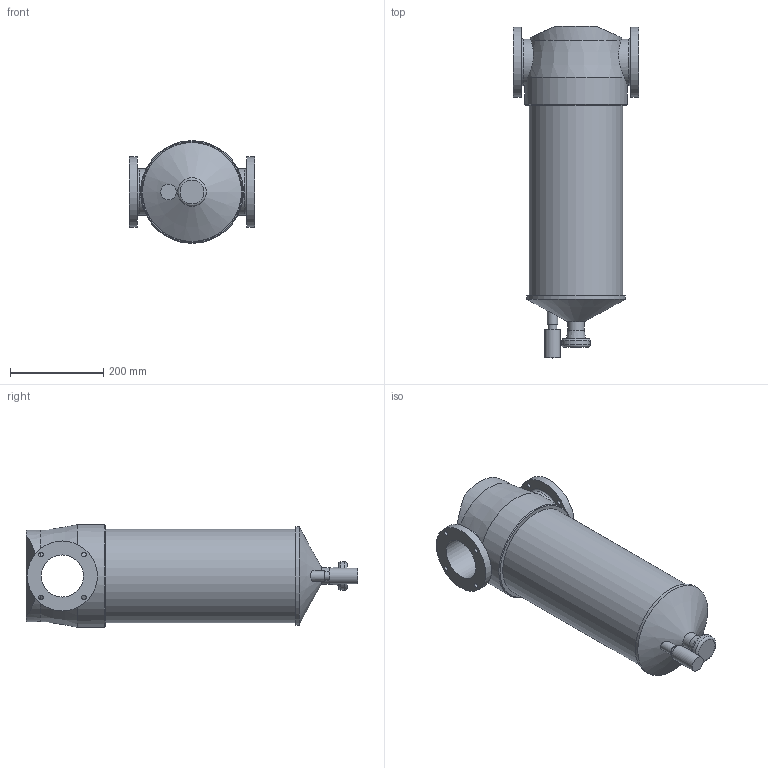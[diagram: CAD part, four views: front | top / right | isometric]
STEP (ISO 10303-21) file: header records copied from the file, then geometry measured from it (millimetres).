
FILE_DESCRIPTION((''),'2;1');
FILE_NAME('TAV.04.6.001.stp','2016-06-20T17:02:28',('Malc'),(''),'Autodesk Inventor 2013','Autodesk Inventor 2013','');
FILE_SCHEMA(('CONFIG_CONTROL_DESIGN'));
Length unit declared in the file: millimetre
Products named in the file (1): TAV.04.6.001
Bounding box: 268 x 710.79 x 220 mm (x, y, z)
Volume: 18774786.3 mm3; surface area: 599879.4 mm2
Topology: 1 solids, 1 shells, 45 faces, 97 edges, 62 vertices
Faces by surface type: cylinder 22, plane 14, cone 5, torus 4
Full cylindrical faces by diameter (mm): 10 x8, 18.662 x1, 22.056 x1, 33.613 x1, 35 x1, 61 x1, 90 x1, 99.543 x2, 150 x2, 195.545 x1, 200 x1, 212 x1, 220 x1
Entity records: 1288 total; most frequent: CARTESIAN_POINT 361, DIRECTION 198, ORIENTED_EDGE 126, EDGE_LOOP 100, AXIS2_PLACEMENT_3D 98, EDGE_CURVE 63, VERTEX_POINT 57, FACE_BOUND 55
